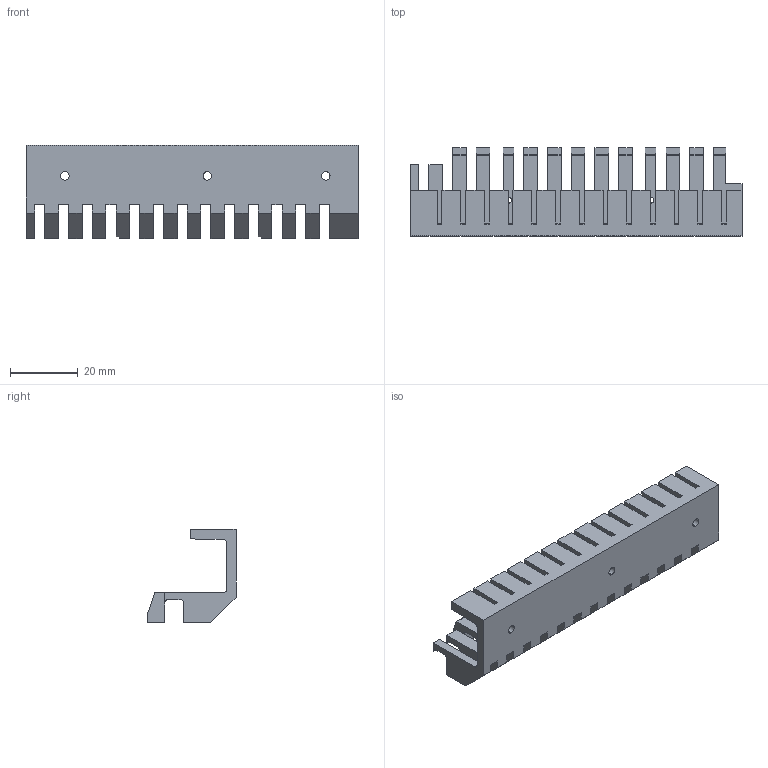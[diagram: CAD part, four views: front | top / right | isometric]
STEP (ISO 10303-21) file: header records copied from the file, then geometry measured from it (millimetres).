
FILE_DESCRIPTION (( 'STEP AP214' ), '1' );
FILE_NAME ('Accumulator - Fork.STEP', '2025-07-06T08:34:40', ( '' ), ( '' ), 'SwSTEP 2.0', 'SolidWorks 2025', '' );
FILE_SCHEMA (( 'AUTOMOTIVE_DESIGN' ));
Length unit declared in the file: millimetre
Products named in the file (1): Accumulator - Fork
Bounding box: 98 x 26 x 27.5 mm (x, y, z)
Volume: 16053.8 mm3; surface area: 14963.8 mm2
Topology: 1 solids, 1 shells, 325 faces, 969 edges, 646 vertices
Faces by surface type: plane 236, cylinder 89
Entity records: 10941 total; most frequent: CARTESIAN_POINT 1941, ORIENTED_EDGE 1938, DIRECTION 1825, EDGE_CURVE 969, LINE 765, VECTOR 765, VERTEX_POINT 646, AXIS2_PLACEMENT_3D 530
